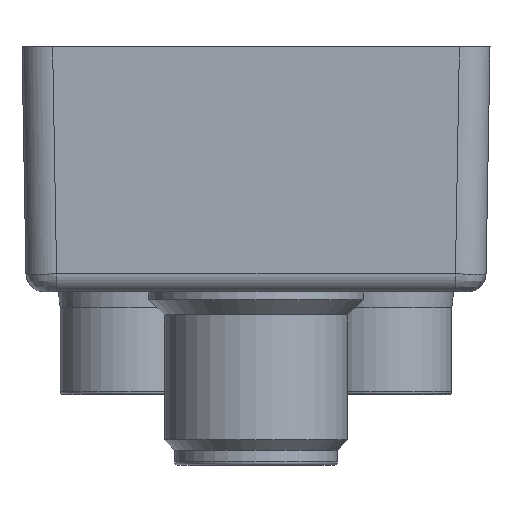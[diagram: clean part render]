
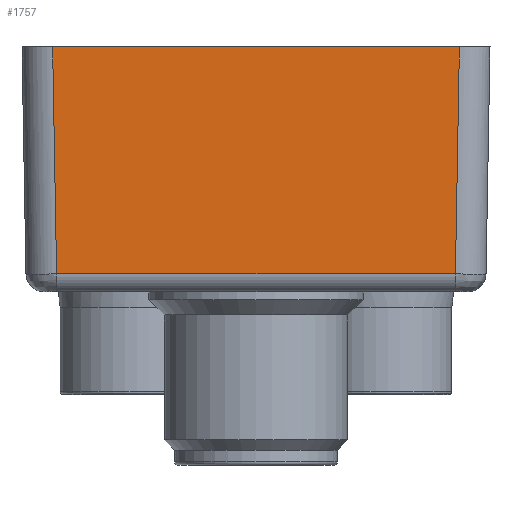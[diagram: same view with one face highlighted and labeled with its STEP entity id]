
A CAD part, front view. The second image highlights one B-rep face of the part: STEP entity #1757.
In plain terms, the highlighted planar face has unit normal (0, -1, -0.018).
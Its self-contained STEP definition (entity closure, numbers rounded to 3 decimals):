
#238=FACE_OUTER_BOUND('',#2682,.T.);
#955=LINE('',#12101,#1335);
#956=LINE('',#12104,#1336);
#957=LINE('',#12106,#1337);
#958=LINE('',#12108,#1338);
#1335=VECTOR('',#8014,1.);
#1336=VECTOR('',#8015,1.);
#1337=VECTOR('',#8016,1.);
#1338=VECTOR('',#8017,1.);
#1757=ADVANCED_FACE('',(#238),#2204,.F.);
#2204=PLANE('',#6997);
#2682=EDGE_LOOP('',(#3423,#3424,#3425,#3426));
#3423=ORIENTED_EDGE('',*,*,#5806,.T.);
#3424=ORIENTED_EDGE('',*,*,#5807,.T.);
#3425=ORIENTED_EDGE('',*,*,#5808,.T.);
#3426=ORIENTED_EDGE('',*,*,#5809,.T.);
#5209=VERTEX_POINT('',#12102);
#5210=VERTEX_POINT('',#12103);
#5211=VERTEX_POINT('',#12105);
#5212=VERTEX_POINT('',#12107);
#5806=EDGE_CURVE('',#5209,#5210,#955,.T.);
#5807=EDGE_CURVE('',#5210,#5211,#956,.T.);
#5808=EDGE_CURVE('',#5211,#5212,#957,.T.);
#5809=EDGE_CURVE('',#5212,#5209,#958,.T.);
#6997=AXIS2_PLACEMENT_3D('',#12109,#8018,#8019);
#8014=DIRECTION('',(-1.,0.,0.));
#8015=DIRECTION('',(0.017,0.017,-1.));
#8016=DIRECTION('',(1.,0.,0.));
#8017=DIRECTION('',(0.017,-0.017,1.));
#8018=DIRECTION('',(0.,1.,0.017));
#8019=DIRECTION('',(0.,-0.017,1.));
#12101=CARTESIAN_POINT('',(0.,2.121,16.));
#12102=CARTESIAN_POINT('',(-1.72,2.121,16.));
#12103=CARTESIAN_POINT('',(-28.28,2.121,16.));
#12104=CARTESIAN_POINT('',(-27.993,2.408,-0.447));
#12105=CARTESIAN_POINT('',(-28.021,2.38,1.179));
#12106=CARTESIAN_POINT('',(0.,2.38,1.179));
#12107=CARTESIAN_POINT('',(-1.979,2.38,1.179));
#12108=CARTESIAN_POINT('',(-1.998,2.399,0.077));
#12109=CARTESIAN_POINT('',(0.,2.4,0.042));
